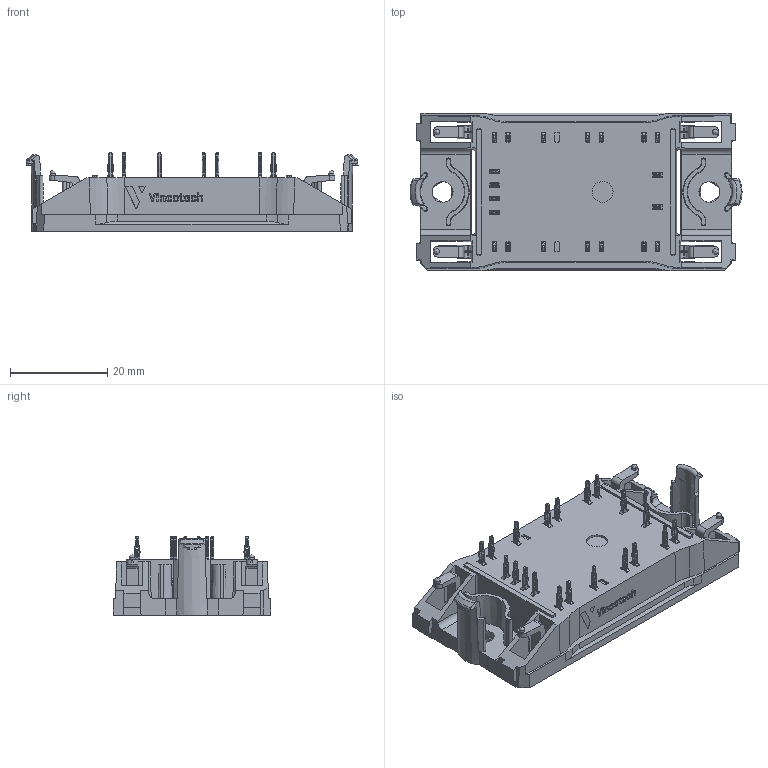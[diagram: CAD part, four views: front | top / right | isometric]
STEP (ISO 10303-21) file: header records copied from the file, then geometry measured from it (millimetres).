
FILE_DESCRIPTION(/* description */ ('Unknown'),/* implementation_level */ '2;1');
FILE_NAME(/* name */ 'Flow0-2C12T-P920(200)-01-OL',/* time_stamp */ '2018-05-24T15:50:06+02:00',/* author */ ('Unknown'),/* organization */ ('Unknown'),/* preprocessor_version */ 'ST-DEVELOPER v16.7',/* originating_system */ 'DEX',/* authorisation */ $);
FILE_SCHEMA (('AUTOMOTIVE_DESIGN {1 0 10303 214 3 1 1}'));
Length unit declared in the file: millimetre
Products named in the file (1): Flow0-2C12T-P920(220)-01-OL
Bounding box: 68.4 x 32.5 x 16.43 mm (x, y, z)
Volume: 16752.7 mm3; surface area: 9154.3 mm2
Topology: 12 solids, 12 shells, 1946 faces, 5190 edges, 3301 vertices
Faces by surface type: plane 851, bspline 569, cylinder 479, cone 34, sphere 9, torus 4
Full cylindrical faces by diameter (mm): 1.1 x4, 4.3 x1
Entity records: 89539 total; most frequent: CARTESIAN_POINT 31800, ORIENTED_EDGE 10314, DIRECTION 7879, EDGE_CURVE 5157, VERTEX_POINT 3285, LINE 2925, VECTOR 2925, AXIS2_PLACEMENT_3D 2477
